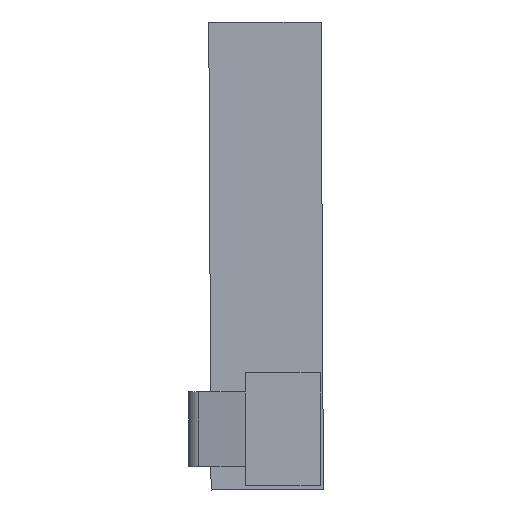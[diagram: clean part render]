
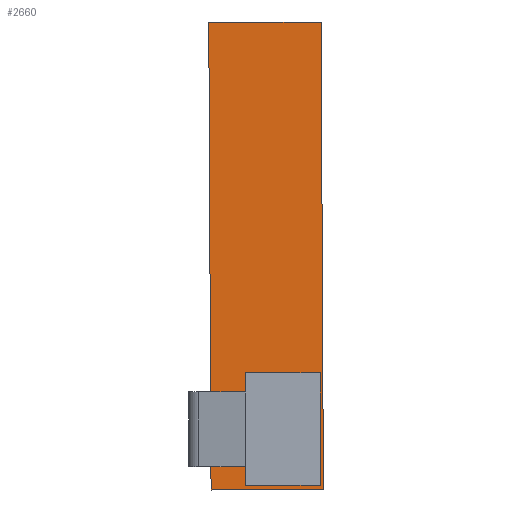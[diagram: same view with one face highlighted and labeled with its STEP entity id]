
A CAD part, front view. The second image highlights one B-rep face of the part: STEP entity #2660.
In plain terms, the highlighted planar face has unit normal (0, -1, 0).
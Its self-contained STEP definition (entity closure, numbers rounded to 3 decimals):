
#154=FACE_BOUND('',#339,.T.);
#166=FACE_OUTER_BOUND('',#338,.T.);
#338=EDGE_LOOP('',(#1880,#1881,#1882,#1883));
#339=EDGE_LOOP('',(#1884,#1885,#1886,#1887,#1888,#1889));
#485=LINE('',#3841,#796);
#493=LINE('',#3857,#804);
#497=LINE('',#3863,#808);
#501=LINE('',#3872,#812);
#505=LINE('',#3881,#816);
#509=LINE('',#3889,#820);
#587=LINE('',#4045,#898);
#589=LINE('',#4048,#900);
#590=LINE('',#4050,#901);
#591=LINE('',#4051,#902);
#796=VECTOR('',#3059,10.);
#804=VECTOR('',#3071,10.);
#808=VECTOR('',#3079,10.);
#812=VECTOR('',#3085,10.);
#816=VECTOR('',#3093,13.333);
#820=VECTOR('',#3097,13.333);
#898=VECTOR('',#3177,10.);
#900=VECTOR('',#3181,10.);
#901=VECTOR('',#3184,10.);
#902=VECTOR('',#3185,13.333);
#1107=VERTEX_POINT('',#3839);
#1108=VERTEX_POINT('',#3840);
#1113=VERTEX_POINT('',#3854);
#1114=VERTEX_POINT('',#3856);
#1116=VERTEX_POINT('',#3866);
#1118=VERTEX_POINT('',#3870);
#1121=VERTEX_POINT('',#3880);
#1124=VERTEX_POINT('',#3886);
#1125=VERTEX_POINT('',#3888);
#1202=VERTEX_POINT('',#4044);
#1367=EDGE_CURVE('',#1107,#1108,#485,.T.);
#1375=EDGE_CURVE('',#1114,#1113,#493,.T.);
#1379=EDGE_CURVE('',#1114,#1107,#497,.T.);
#1383=EDGE_CURVE('',#1116,#1118,#501,.T.);
#1387=EDGE_CURVE('',#1116,#1121,#505,.T.);
#1391=EDGE_CURVE('',#1124,#1125,#509,.T.);
#1469=EDGE_CURVE('',#1202,#1125,#587,.T.);
#1471=EDGE_CURVE('',#1118,#1202,#589,.T.);
#1472=EDGE_CURVE('',#1113,#1108,#590,.T.);
#1473=EDGE_CURVE('',#1124,#1121,#591,.T.);
#1880=ORIENTED_EDGE('',*,*,#1375,.T.);
#1881=ORIENTED_EDGE('',*,*,#1472,.T.);
#1882=ORIENTED_EDGE('',*,*,#1367,.F.);
#1883=ORIENTED_EDGE('',*,*,#1379,.F.);
#1884=ORIENTED_EDGE('',*,*,#1471,.T.);
#1885=ORIENTED_EDGE('',*,*,#1469,.T.);
#1886=ORIENTED_EDGE('',*,*,#1391,.F.);
#1887=ORIENTED_EDGE('',*,*,#1473,.T.);
#1888=ORIENTED_EDGE('',*,*,#1387,.F.);
#1889=ORIENTED_EDGE('',*,*,#1383,.T.);
#2547=PLANE('',#2827);
#2660=ADVANCED_FACE('',(#166,#154),#2547,.F.);
#2827=AXIS2_PLACEMENT_3D('',#4049,#3182,#3183);
#3059=DIRECTION('',(1.,0.,0.005));
#3071=DIRECTION('',(1.,0.,0.005));
#3079=DIRECTION('',(-0.005,0.,1.));
#3085=DIRECTION('',(1.,0.,0.));
#3093=DIRECTION('',(0.,0.,-1.));
#3097=DIRECTION('',(0.,0.,-1.));
#3177=DIRECTION('',(-1.,0.,0.));
#3181=DIRECTION('',(0.,0.,-1.));
#3182=DIRECTION('center_axis',(0.,1.,0.));
#3183=DIRECTION('ref_axis',(0.005,0.,-1.));
#3184=DIRECTION('',(-0.005,0.,1.));
#3185=DIRECTION('',(0.,0.,1.));
#3839=CARTESIAN_POINT('',(6.301,66.689,0.03));
#3840=CARTESIAN_POINT('',(12.301,66.689,0.059));
#3841=CARTESIAN_POINT('',(12.301,66.689,0.059));
#3854=CARTESIAN_POINT('',(12.423,66.689,-24.907));
#3856=CARTESIAN_POINT('',(6.423,66.689,-24.936));
#3857=CARTESIAN_POINT('',(9.556,66.689,-24.921));
#3863=CARTESIAN_POINT('',(6.389,66.689,-17.969));
#3866=CARTESIAN_POINT('',(8.254,66.689,-18.684));
#3870=CARTESIAN_POINT('',(12.254,66.689,-18.684));
#3872=CARTESIAN_POINT('',(10.254,66.689,-18.684));
#3880=CARTESIAN_POINT('',(8.254,66.689,-19.684));
#3881=CARTESIAN_POINT('',(8.254,66.689,-21.684));
#3886=CARTESIAN_POINT('',(8.254,66.689,-23.684));
#3888=CARTESIAN_POINT('',(8.254,66.689,-24.684));
#3889=CARTESIAN_POINT('',(8.254,66.689,-21.684));
#4044=CARTESIAN_POINT('',(12.254,66.689,-24.684));
#4045=CARTESIAN_POINT('',(9.464,66.689,-24.684));
#4048=CARTESIAN_POINT('',(12.254,66.689,-22.688));
#4049=CARTESIAN_POINT('Origin',(8.674,66.689,-21.692));
#4050=CARTESIAN_POINT('',(12.389,66.689,-17.94));
#4051=CARTESIAN_POINT('',(8.254,66.689,-23.684));
